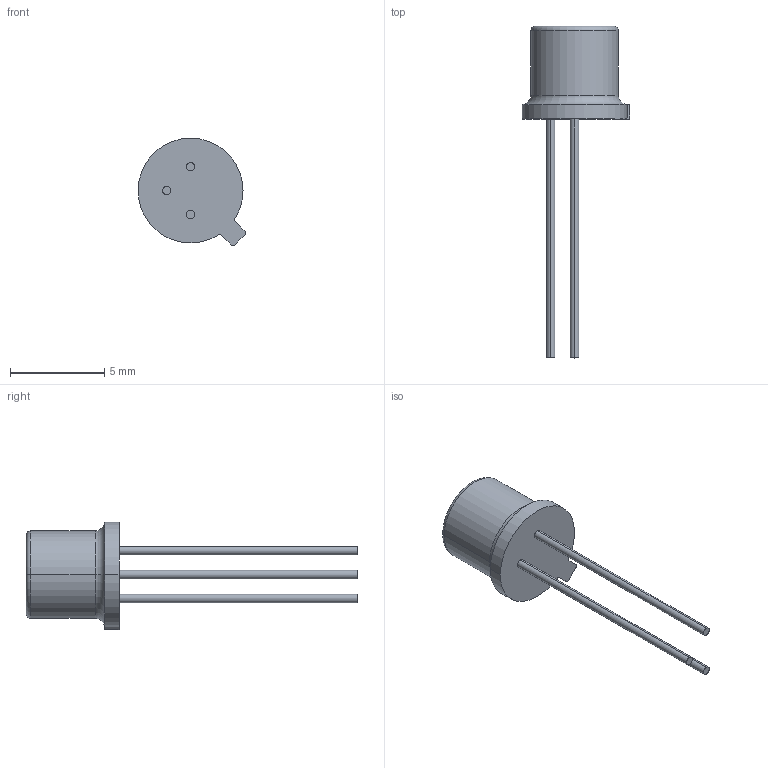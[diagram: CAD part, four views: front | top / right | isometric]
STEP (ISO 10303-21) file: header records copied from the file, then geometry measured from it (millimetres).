
FILE_DESCRIPTION (( 'STEP AP214' ), '1' );
FILE_NAME ('OP802WSL.STEP', '2019-12-04T20:57:47', ( '' ), ( '' ), 'SwSTEP 2.0', 'SolidWorks 2018', '' );
FILE_SCHEMA (( 'AUTOMOTIVE_DESIGN' ));
Length unit declared in the file: inch
Products named in the file (1): OP802WSL
Bounding box: 5.73 x 17.64 x 5.73 mm (x, y, z)
Volume: 96.8 mm3; surface area: 175 mm2
Topology: 1 solids, 1 shells, 28 faces, 63 edges, 40 vertices
Faces by surface type: cylinder 15, plane 9, torus 4
Entity records: 1214 total; most frequent: DIRECTION 156, CARTESIAN_POINT 150, ORIENTED_EDGE 126, AXIS2_PLACEMENT_3D 66, EDGE_CURVE 63, VERTEX_POINT 40, CIRCLE 37, UNCERTAINTY_MEASURE_WITH_UNIT 31
